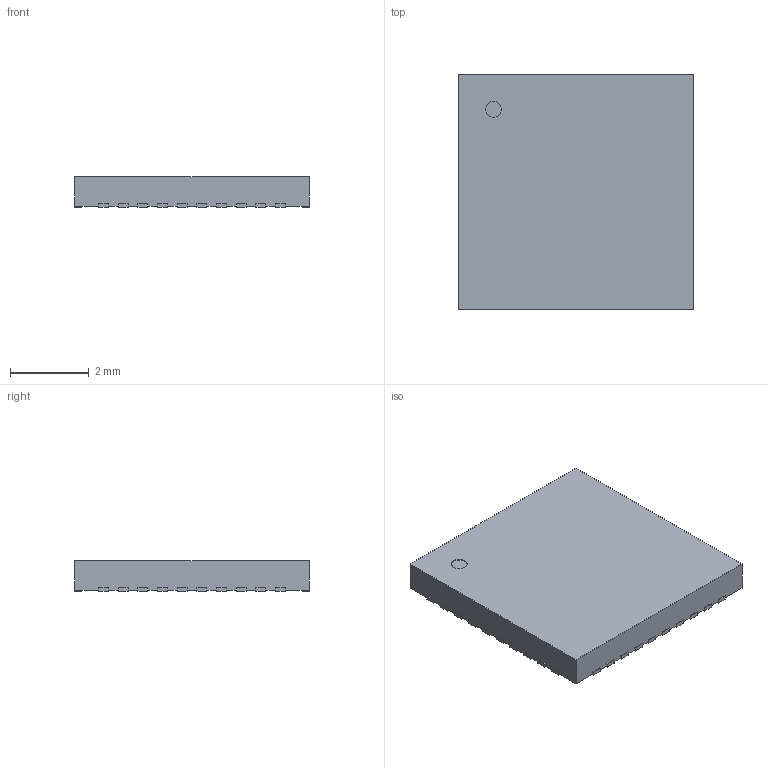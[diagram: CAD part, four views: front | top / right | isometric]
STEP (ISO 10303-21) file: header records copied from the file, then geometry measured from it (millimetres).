
FILE_DESCRIPTION(/* description */ ('model of QFN-40-1EP_6x6mm_P0.5mm'),/* implementation_level */ '2;1');
FILE_NAME(/* name */ 'QFN-40-1EP_6x6mm_P0.5mm.step',/* time_stamp */ '2018-11-08T21:32:44',/* author */ ('kicad StepUp','ksu'),/* organization */ ('FreeCAD'),/* preprocessor_version */ 'OCC',/* originating_system */ 'kicad StepUp',/* authorisation */ '');
FILE_SCHEMA(('AUTOMOTIVE_DESIGN { 1 0 10303 214 1 1 1 1 }'));
Length unit declared in the file: millimetre
Products named in the file (1): QFN_40_1EP_6x6mm_P05mm
Bounding box: 6 x 6 x 0.78 mm (x, y, z)
Volume: 26.8 mm3; surface area: 90.7 mm2
Topology: 1 solids, 1 shells, 248 faces, 735 edges, 490 vertices
Faces by surface type: plane 247, cylinder 1
Full cylindrical faces by diameter (mm): 0.4 x1
Entity records: 5613 total; most frequent: ORIENTED_EDGE 1264, CARTESIAN_POINT 855, EDGE_CURVE 735, LINE 693, VERTEX_POINT 490, AXIS2_PLACEMENT_3D 250, FACE_BOUND 249, EDGE_LOOP 249
